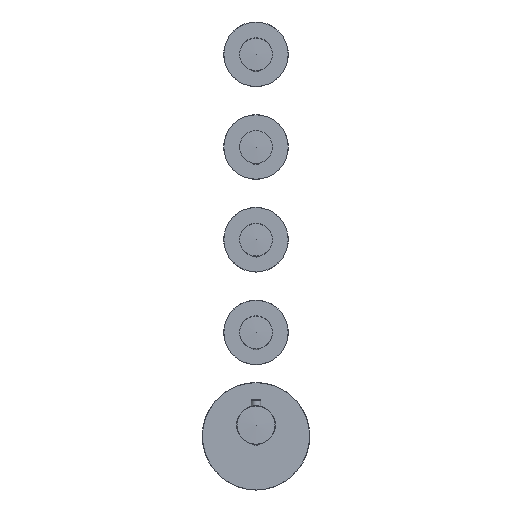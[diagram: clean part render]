
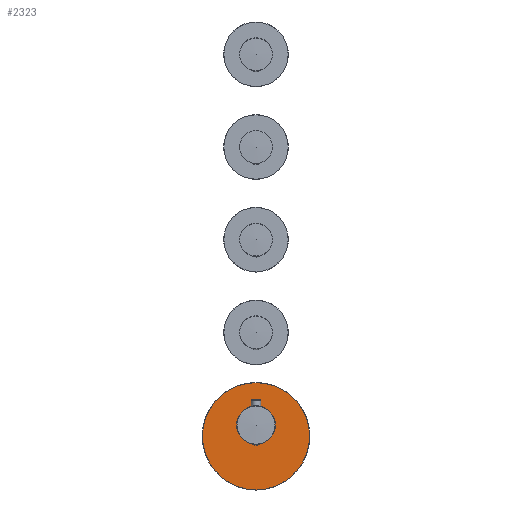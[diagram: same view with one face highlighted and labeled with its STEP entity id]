
A CAD part, front view. The second image highlights one B-rep face of the part: STEP entity #2323.
In plain terms, the highlighted planar face has unit normal (0, -1, 0).
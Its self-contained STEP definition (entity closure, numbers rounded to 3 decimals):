
#130=CIRCLE('',#2520,20.85);
#131=CIRCLE('',#2522,57.8);
#212=PLANE('',#2521);
#614=ORIENTED_EDGE('',*,*,#1107,.F.);
#615=ORIENTED_EDGE('',*,*,#1108,.T.);
#1107=EDGE_CURVE('',#1407,#1407,#130,.T.);
#1108=EDGE_CURVE('',#1408,#1408,#131,.T.);
#1407=VERTEX_POINT('',#10390);
#1408=VERTEX_POINT('',#10393);
#1830=EDGE_LOOP('',(#614));
#1831=EDGE_LOOP('',(#615));
#2066=FACE_BOUND('',#1830,.T.);
#2067=FACE_BOUND('',#1831,.T.);
#2323=ADVANCED_FACE('',(#2066,#2067),#212,.T.);
#2520=AXIS2_PLACEMENT_3D('',#10389,#2789,#2790);
#2521=AXIS2_PLACEMENT_3D('',#10391,#2791,#2792);
#2522=AXIS2_PLACEMENT_3D('',#10392,#2793,#2794);
#2789=DIRECTION('',(0.,-1.,0.));
#2790=DIRECTION('',(-1.,0.,0.));
#2791=DIRECTION('',(0.,-1.,0.));
#2792=DIRECTION('',(1.,0.,0.));
#2793=DIRECTION('',(0.,-1.,0.));
#2794=DIRECTION('',(1.,0.,0.));
#10389=CARTESIAN_POINT('',(0.,-7.,0.));
#10390=CARTESIAN_POINT('',(-20.85,-7.,0.));
#10391=CARTESIAN_POINT('',(0.,-7.,-67.));
#10392=CARTESIAN_POINT('',(0.,-7.,-12.));
#10393=CARTESIAN_POINT('',(57.8,-7.,-12.));
